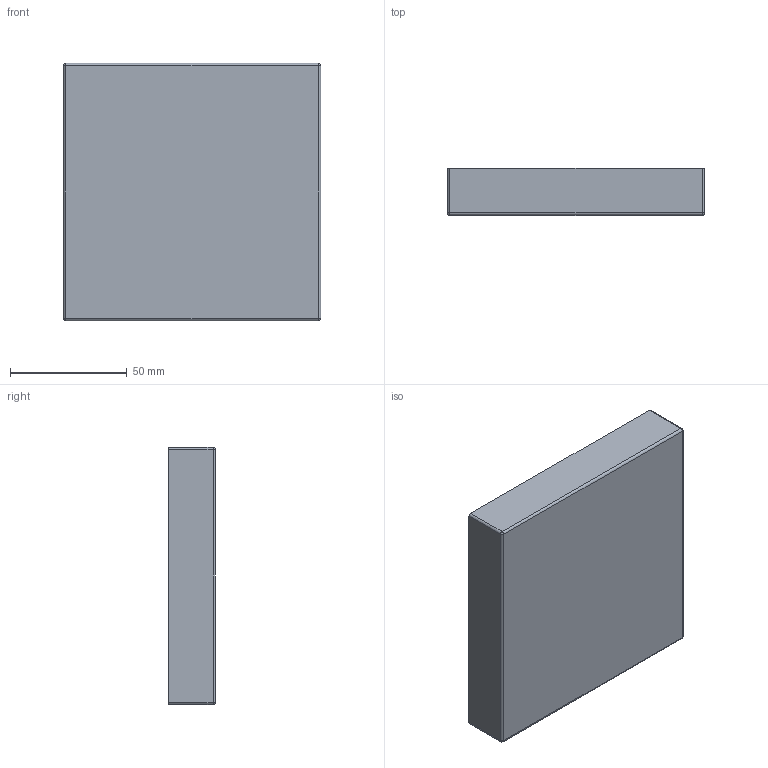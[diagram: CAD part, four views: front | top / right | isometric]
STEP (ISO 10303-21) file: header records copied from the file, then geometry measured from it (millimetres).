
FILE_DESCRIPTION (( 'STEP AP214' ), '1' );
FILE_NAME ('Encloser_base.STEP', '2023-05-01T17:04:09', ( '' ), ( '' ), 'SwSTEP 2.0', 'SolidWorks 2020', '' );
FILE_SCHEMA (( 'AUTOMOTIVE_DESIGN' ));
Length unit declared in the file: millimetre
Products named in the file (1): Encloser_base
Bounding box: 110 x 20 x 110 mm (x, y, z)
Volume: 59163.6 mm3; surface area: 40489.4 mm2
Topology: 1 solids, 1 shells, 71 faces, 160 edges, 84 vertices
Faces by surface type: cylinder 32, plane 15, cone 8, torus 8, sphere 8
Entity records: 1884 total; most frequent: DIRECTION 368, CARTESIAN_POINT 300, ORIENTED_EDGE 288, AXIS2_PLACEMENT_3D 152, EDGE_CURVE 144, VERTEX_POINT 84, EDGE_LOOP 80, CIRCLE 80
